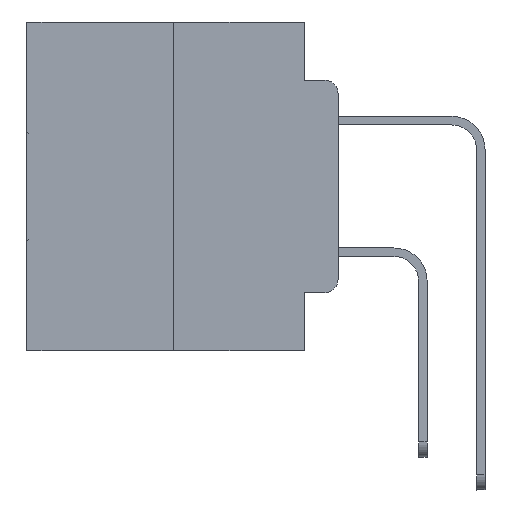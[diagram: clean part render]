
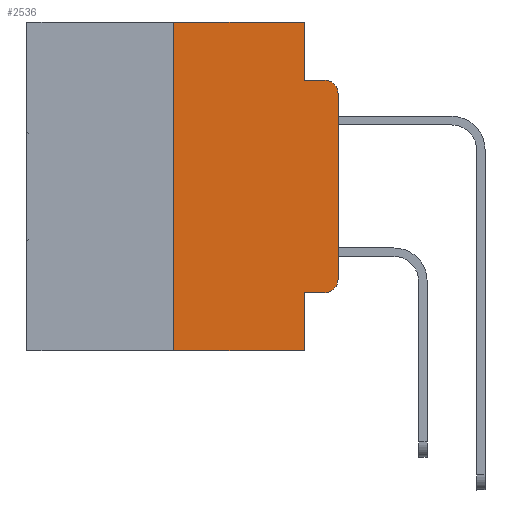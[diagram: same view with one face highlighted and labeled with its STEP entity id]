
A CAD part, left-side view. The second image highlights one B-rep face of the part: STEP entity #2536.
In plain terms, the highlighted planar face has unit normal (-1, 0, 0).
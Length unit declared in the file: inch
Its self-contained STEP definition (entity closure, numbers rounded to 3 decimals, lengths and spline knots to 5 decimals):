
#240 = CARTESIAN_POINT ( 'NONE',  ( 0., 0., -0.3915 ) ) ;
#442 = EDGE_CURVE ( 'NONE', #30916, #20167, #12257, .T. ) ;
#497 = ORIENTED_EDGE ( 'NONE', *, *, #3792, .F. ) ;
#903 = VERTEX_POINT ( 'NONE', #14330 ) ;
#2140 = EDGE_CURVE ( 'NONE', #18102, #30916, #3728, .T. ) ;
#2454 = ORIENTED_EDGE ( 'NONE', *, *, #11980, .T. ) ;
#2536 = ADVANCED_FACE ( 'NONE', ( #29924 ), #20579, .F. ) ;
#2560 = EDGE_CURVE ( 'NONE', #903, #25978, #29206, .T. ) ;
#3569 = CARTESIAN_POINT ( 'NONE',  ( 0., 0.25, 0. ) ) ;
#3728 = LINE ( 'NONE', #4593, #15880 ) ;
#3792 = EDGE_CURVE ( 'NONE', #18102, #25978, #22508, .T. ) ;
#4153 = DIRECTION ( 'NONE',  ( 0., 0., -1. ) ) ;
#4482 = VECTOR ( 'NONE', #26890, 39.37008 ) ;
#4593 = CARTESIAN_POINT ( 'NONE',  ( 0., 0.051, -0.4115 ) ) ;
#5597 = ORIENTED_EDGE ( 'NONE', *, *, #7160, .F. ) ;
#5883 = AXIS2_PLACEMENT_3D ( 'NONE', #18812, #18754, #18646 ) ;
#6131 = AXIS2_PLACEMENT_3D ( 'NONE', #9417, #26107, #11787 ) ;
#6163 = LINE ( 'NONE', #18528, #30010 ) ;
#6212 = DIRECTION ( 'NONE',  ( 1., 0., 0. ) ) ;
#7160 = EDGE_CURVE ( 'NONE', #903, #30825, #17489, .T. ) ;
#7789 = CARTESIAN_POINT ( 'NONE',  ( 0., 0.02, -0.4115 ) ) ;
#7843 = VERTEX_POINT ( 'NONE', #14813 ) ;
#8679 = CARTESIAN_POINT ( 'NONE',  ( 0., 0.473, -0.5 ) ) ;
#8791 = EDGE_CURVE ( 'NONE', #24329, #14744, #6163, .T. ) ;
#9417 = CARTESIAN_POINT ( 'NONE',  ( 0., 0.02, -0.1085 ) ) ;
#9830 = VECTOR ( 'NONE', #29782, 39.37008 ) ;
#10265 = VECTOR ( 'NONE', #27741, 39.37008 ) ;
#10412 = EDGE_CURVE ( 'NONE', #14744, #14636, #27379, .T. ) ;
#10553 = ORIENTED_EDGE ( 'NONE', *, *, #25920, .F. ) ;
#11131 = VECTOR ( 'NONE', #22880, 39.37008 ) ;
#11360 = CARTESIAN_POINT ( 'NONE',  ( 0., 0.02, -0.0885 ) ) ;
#11434 = CARTESIAN_POINT ( 'NONE',  ( 0., 0., 0. ) ) ;
#11787 = DIRECTION ( 'NONE',  ( 0., 0., -1. ) ) ;
#11879 = VECTOR ( 'NONE', #18654, 39.37008 ) ;
#11980 = EDGE_CURVE ( 'NONE', #7843, #14636, #15833, .T. ) ;
#12033 = ORIENTED_EDGE ( 'NONE', *, *, #2560, .T. ) ;
#12257 = CIRCLE ( 'NONE', #5883, 0.02 ) ;
#12887 = CARTESIAN_POINT ( 'NONE',  ( 0., 0.051, 0. ) ) ;
#14149 = LINE ( 'NONE', #11434, #11879 ) ;
#14200 = CARTESIAN_POINT ( 'NONE',  ( 0., 0.051, -0.0885 ) ) ;
#14311 = ORIENTED_EDGE ( 'NONE', *, *, #2140, .T. ) ;
#14330 = CARTESIAN_POINT ( 'NONE',  ( 0., 0.25, -0.5 ) ) ;
#14636 = VERTEX_POINT ( 'NONE', #11360 ) ;
#14744 = VERTEX_POINT ( 'NONE', #14200 ) ;
#14813 = CARTESIAN_POINT ( 'NONE',  ( 0., 0., -0.1085 ) ) ;
#15179 = EDGE_CURVE ( 'NONE', #20167, #7843, #14149, .T. ) ;
#15833 = CIRCLE ( 'NONE', #6131, 0.02 ) ;
#15880 = VECTOR ( 'NONE', #16638, 39.37008 ) ;
#16638 = DIRECTION ( 'NONE',  ( 0., -1., 0. ) ) ;
#17489 = LINE ( 'NONE', #3569, #11131 ) ;
#18102 = VERTEX_POINT ( 'NONE', #28357 ) ;
#18528 = CARTESIAN_POINT ( 'NONE',  ( 0., 0.051, 0. ) ) ;
#18646 = DIRECTION ( 'NONE',  ( 0., 0., -1. ) ) ;
#18654 = DIRECTION ( 'NONE',  ( 0., 0., 1. ) ) ;
#18754 = DIRECTION ( 'NONE',  ( -1., 0., 0. ) ) ;
#18812 = CARTESIAN_POINT ( 'NONE',  ( 0., 0.02, -0.3915 ) ) ;
#19503 = CARTESIAN_POINT ( 'NONE',  ( 0., 0.25, 0. ) ) ;
#20167 = VERTEX_POINT ( 'NONE', #240 ) ;
#20579 = PLANE ( 'NONE',  #21617 ) ;
#21003 = ORIENTED_EDGE ( 'NONE', *, *, #15179, .T. ) ;
#21060 = VECTOR ( 'NONE', #27311, 39.37008 ) ;
#21617 = AXIS2_PLACEMENT_3D ( 'NONE', #29957, #6212, #22986 ) ;
#22506 = ORIENTED_EDGE ( 'NONE', *, *, #10412, .F. ) ;
#22508 = LINE ( 'NONE', #12887, #9830 ) ;
#22880 = DIRECTION ( 'NONE',  ( 0., 0., 1. ) ) ;
#22986 = DIRECTION ( 'NONE',  ( 0., 0., -1. ) ) ;
#23788 = EDGE_LOOP ( 'NONE', ( #21003, #2454, #22506, #28774, #10553, #5597, #12033, #497, #14311, #26964 ) ) ;
#24329 = VERTEX_POINT ( 'NONE', #26780 ) ;
#24536 = CARTESIAN_POINT ( 'NONE',  ( 0., 0.473, 0. ) ) ;
#24832 = CARTESIAN_POINT ( 'NONE',  ( 0., 0.051, -0.5 ) ) ;
#24944 = CARTESIAN_POINT ( 'NONE',  ( 0., 0.051, -0.0885 ) ) ;
#25920 = EDGE_CURVE ( 'NONE', #30825, #24329, #28475, .T. ) ;
#25978 = VERTEX_POINT ( 'NONE', #24832 ) ;
#26107 = DIRECTION ( 'NONE',  ( -1., 0., 0. ) ) ;
#26780 = CARTESIAN_POINT ( 'NONE',  ( 0., 0.051, 0. ) ) ;
#26890 = DIRECTION ( 'NONE',  ( 0., -1., 0. ) ) ;
#26964 = ORIENTED_EDGE ( 'NONE', *, *, #442, .T. ) ;
#27311 = DIRECTION ( 'NONE',  ( 0., -1., 0. ) ) ;
#27379 = LINE ( 'NONE', #24944, #21060 ) ;
#27741 = DIRECTION ( 'NONE',  ( 0., -1., 0. ) ) ;
#28357 = CARTESIAN_POINT ( 'NONE',  ( 0., 0.051, -0.4115 ) ) ;
#28475 = LINE ( 'NONE', #24536, #4482 ) ;
#28774 = ORIENTED_EDGE ( 'NONE', *, *, #8791, .F. ) ;
#29206 = LINE ( 'NONE', #8679, #10265 ) ;
#29782 = DIRECTION ( 'NONE',  ( 0., 0., -1. ) ) ;
#29924 = FACE_OUTER_BOUND ( 'NONE', #23788, .T. ) ;
#29957 = CARTESIAN_POINT ( 'NONE',  ( 0., 0.473, 0. ) ) ;
#30010 = VECTOR ( 'NONE', #4153, 39.37008 ) ;
#30825 = VERTEX_POINT ( 'NONE', #19503 ) ;
#30916 = VERTEX_POINT ( 'NONE', #7789 ) ;
